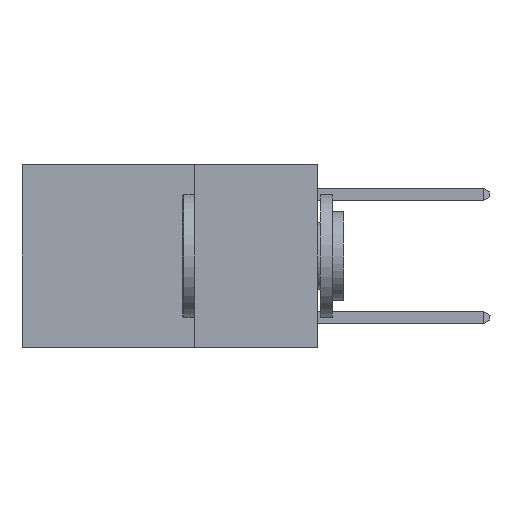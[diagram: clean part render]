
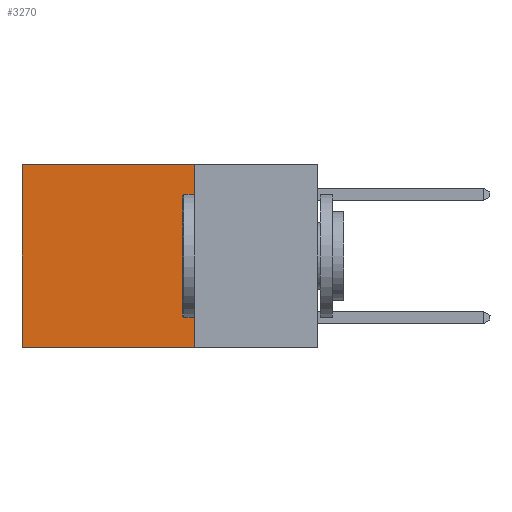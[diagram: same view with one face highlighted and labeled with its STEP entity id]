
A CAD part, left-side view. The second image highlights one B-rep face of the part: STEP entity #3270.
In plain terms, the highlighted planar face has unit normal (-1, 0, 0).
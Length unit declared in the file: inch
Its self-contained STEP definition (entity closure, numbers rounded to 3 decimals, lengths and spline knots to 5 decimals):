
#369 = CARTESIAN_POINT ( 'NONE',  ( 0.2625, 0.25, 0. ) ) ;
#517 = EDGE_LOOP ( 'NONE', ( #5225, #5955, #5965, #7319 ) ) ;
#711 = DIRECTION ( 'NONE',  ( 1., 0., 0. ) ) ;
#966 = LINE ( 'NONE', #6203, #2867 ) ;
#1516 = CARTESIAN_POINT ( 'NONE',  ( 0.2625, 0.25, 0. ) ) ;
#2051 = CARTESIAN_POINT ( 'NONE',  ( 0.2625, 0.6, -0.37 ) ) ;
#2536 = LINE ( 'NONE', #369, #6513 ) ;
#2596 = CARTESIAN_POINT ( 'NONE',  ( 0.2625, 0.25, -0.37 ) ) ;
#2867 = VECTOR ( 'NONE', #9798, 39.37008 ) ;
#3270 = ADVANCED_FACE ( 'NONE', ( #9614 ), #5577, .F. ) ;
#3416 = CARTESIAN_POINT ( 'NONE',  ( 0.2625, 0.6, 0. ) ) ;
#3585 = EDGE_CURVE ( 'NONE', #7998, #9678, #4867, .T. ) ;
#3920 = CARTESIAN_POINT ( 'NONE',  ( 0.2625, 0.25, 0. ) ) ;
#4383 = DIRECTION ( 'NONE',  ( 0., 1., 0. ) ) ;
#4422 = VERTEX_POINT ( 'NONE', #2051 ) ;
#4867 = LINE ( 'NONE', #7375, #8593 ) ;
#4951 = AXIS2_PLACEMENT_3D ( 'NONE', #3920, #711, #6325 ) ;
#5225 = ORIENTED_EDGE ( 'NONE', *, *, #8106, .T. ) ;
#5577 = PLANE ( 'NONE',  #4951 ) ;
#5678 = DIRECTION ( 'NONE',  ( 0., 0., -1. ) ) ;
#5918 = EDGE_CURVE ( 'NONE', #9678, #4422, #966, .T. ) ;
#5927 = DIRECTION ( 'NONE',  ( 0., 0., -1. ) ) ;
#5955 = ORIENTED_EDGE ( 'NONE', *, *, #5918, .F. ) ;
#5965 = ORIENTED_EDGE ( 'NONE', *, *, #3585, .F. ) ;
#6073 = VECTOR ( 'NONE', #5678, 39.37008 ) ;
#6203 = CARTESIAN_POINT ( 'NONE',  ( 0.2625, 0.25, -0.37 ) ) ;
#6325 = DIRECTION ( 'NONE',  ( 0., 0., -1. ) ) ;
#6513 = VECTOR ( 'NONE', #4383, 39.37008 ) ;
#7319 = ORIENTED_EDGE ( 'NONE', *, *, #9854, .T. ) ;
#7375 = CARTESIAN_POINT ( 'NONE',  ( 0.2625, 0.25, 0. ) ) ;
#7998 = VERTEX_POINT ( 'NONE', #1516 ) ;
#8106 = EDGE_CURVE ( 'NONE', #9005, #4422, #9246, .T. ) ;
#8593 = VECTOR ( 'NONE', #5927, 39.37008 ) ;
#9005 = VERTEX_POINT ( 'NONE', #3416 ) ;
#9246 = LINE ( 'NONE', #9305, #6073 ) ;
#9305 = CARTESIAN_POINT ( 'NONE',  ( 0.2625, 0.6, 0. ) ) ;
#9614 = FACE_OUTER_BOUND ( 'NONE', #517, .T. ) ;
#9678 = VERTEX_POINT ( 'NONE', #2596 ) ;
#9798 = DIRECTION ( 'NONE',  ( 0., 1., 0. ) ) ;
#9854 = EDGE_CURVE ( 'NONE', #7998, #9005, #2536, .T. ) ;
